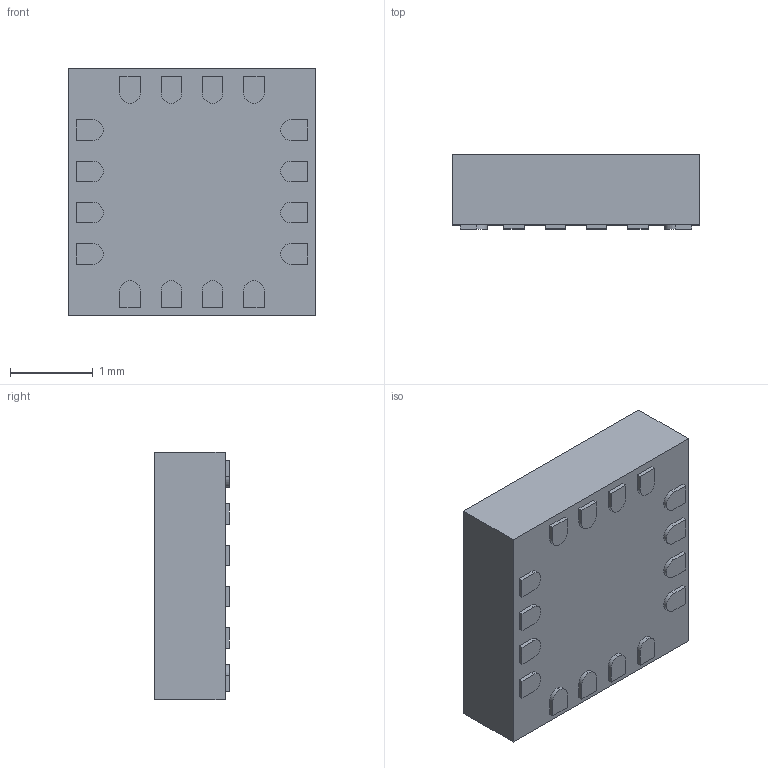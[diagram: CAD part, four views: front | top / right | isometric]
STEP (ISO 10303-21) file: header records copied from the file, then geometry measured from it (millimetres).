
FILE_DESCRIPTION (( 'STEP AP214' ), '1' );
FILE_NAME ( 'PQFN16P50_300X300X90L32X25.STEP', '2017-10-17T15:02:50', ( '' ), ( '' ), 'Part was generated with the free Library Expert Lite available at www.PCBLibraries.com. Removing line will violate the End User License Agreement.', '©2017 PCB Libraries, Inc.', '' );
FILE_SCHEMA (( 'AUTOMOTIVE_DESIGN' ));
Length unit declared in the file: millimetre
Products named in the file (1): PQFN16P50_300X300X90L32X25
Bounding box: 3 x 0.9 x 3 mm (x, y, z)
Volume: 7.7 mm3; surface area: 31.5 mm2
Topology: 17 solids, 17 shells, 121 faces, 258 edges, 172 vertices
Faces by surface type: plane 87, cylinder 32, torus 2
Entity records: 3799 total; most frequent: DIRECTION 572, CARTESIAN_POINT 552, ORIENTED_EDGE 516, EDGE_CURVE 258, AXIS2_PLACEMENT_3D 192, VECTOR 188, LINE 188, VERTEX_POINT 172
